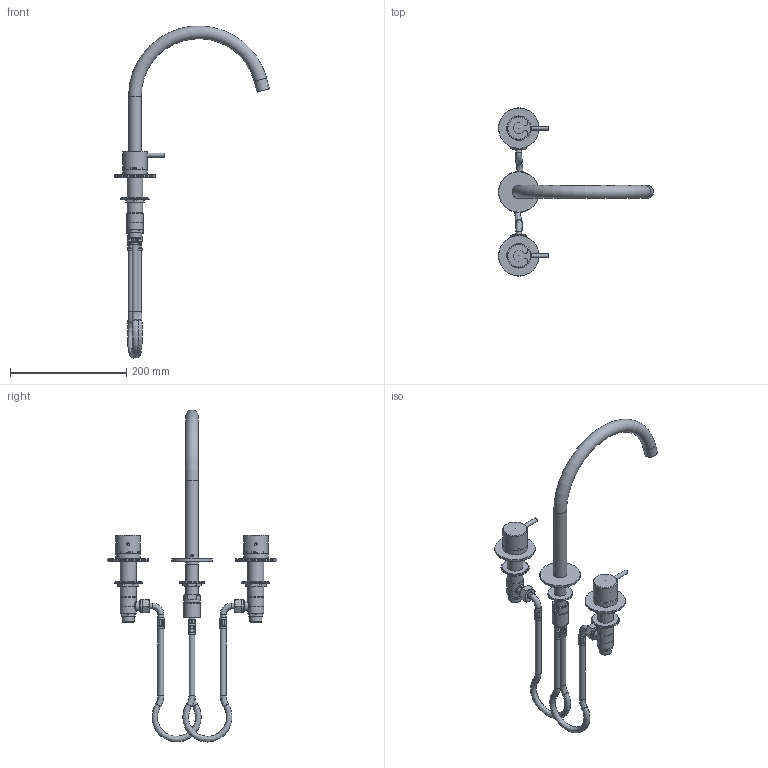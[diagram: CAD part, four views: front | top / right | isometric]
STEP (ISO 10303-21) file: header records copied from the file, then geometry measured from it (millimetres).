
FILE_DESCRIPTION(/* description */ ('Unknown'),/* implementation_level */ '2;1');
FILE_NAME(/* name */ 'CB033',/* time_stamp */ '2020-03-18T16:55:31+01:00',/* author */ ('Unknown'),/* organization */ ('Unknown'),/* preprocessor_version */ 'ST-DEVELOPER v16.7',/* originating_system */ 'DEX',/* authorisation */ $);
FILE_SCHEMA (('AUTOMOTIVE_DESIGN {1 0 10303 214 3 1 1}'));
Length unit declared in the file: millimetre
Products named in the file (54): CB033-00; vite m4 x10; CB005-11; CB005-16; CB031-05 rel1; CW023-04; CW033-001; B010-003; SSR000030_SOLID_1; SSR000030_SOLID_2; CW033-002; E001-002; 001s_13; 001s_14; 001s_15; CW033-004; CW033-3; BR003-002-2 oring7.65x1.78.1; CW033 TRECCIA 072; BR003-002-9 codolo_m10x1; BR003-002-6 bussola_aggraffatura1; CW033-2; BR003-002-3 bussola_aggraffatura; calotta_1-2; Curva 90; 447362; CB005T-003; 177485b; CB005-08; grano bocca; CB033-01; CW023-02; CB004-06; CB004-10; CB040-001; CB004-11; CB040-01; CB004-08; CB004-002; CW023-002 ...
Assembly tree (70 placements, depth 4):
  CB033-00
    vite m4 x10  x2
    CB005-11  x2
    CB005-16  x2
    CB031-05 rel1  x3
    CW023-04  x2
    CW033-001
      B010-003
        SSR000030_SOLID_1
        SSR000030_SOLID_2
      CW033-002
    E001-002
      001s_13
      001s_14
      001s_15
    CW033-004  x2
      CW033-3
        BR003-002-2 oring7.65x1.78.1
        CW033 TRECCIA 072
        BR003-002-9 codolo_m10x1
        BR003-002-6 bussola_aggraffatura1
      CW033-2
        BR003-002-3 bussola_aggraffatura
        calotta_1-2
        Curva 90
    447362  x2
    CB005T-003
      177485b
      CB005-08
      grano bocca
    CB033-01  x2
    CW023-02
    CB004-06
    CB004-10
    CB040-001
      CB004-11
      CB040-01
    CB004-08
    CB004-11  x2
    CB004-002
    CW023-002
      M100-10
      CW023-12
      CW023-13
      CW023-14
      B077-52
    CW033-003  x2
      CW023-16
      CW023-17
      CW023-15
    CB005T-002
      177485b
      CB005-08
      grano bocca
    CB033-001
      B010-003
        SSR000030_SOLID_1
        SSR000030_SOLID_2
      CW033-002
    B077-52
Bounding box: 266.82 x 290 x 572.15 mm (x, y, z)
Volume: 371512.2 mm3; surface area: 289569.1 mm2
Topology: 67 solids, 273 shells, 2246 faces, 4683 edges, 3068 vertices
Faces by surface type: plane 1221, cylinder 664, cone 243, torus 96, bspline 19, sphere 3
Full cylindrical faces by diameter (mm): 0.75 x204, 1.65 x1, 2 x4, 3 x2, 3.3 x2, 4 x7, 4.1 x2, 4.2 x3, 5 x6, 5.2 x6, 6 x2, 6.5 x6, 7 x8, 7.2 x6, 8.2 x2, 8.5 x1, 8.9 x4, 8.917 x4, 9 x1, 9.56 x4, 10 x14, 10.5 x11, 10.7 x2, 11 x8, 11.5 x2, 11.501 x4, 11.85 x1, 12 x4, 12.5 x1, 12.9 x2
Entity records: 50550 total; most frequent: CARTESIAN_POINT 10049, DIRECTION 6788, ORIENTED_EDGE 4850, AXIS2_PLACEMENT_3D 3024, EDGE_CURVE 2425, FACE_BOUND 2324, EDGE_LOOP 2314, VERTEX_POINT 1895
